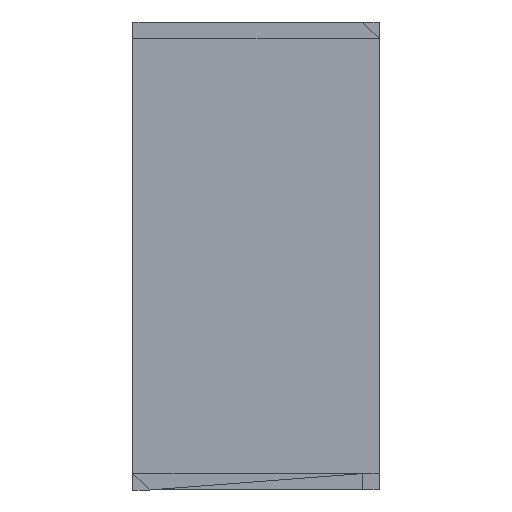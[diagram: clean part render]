
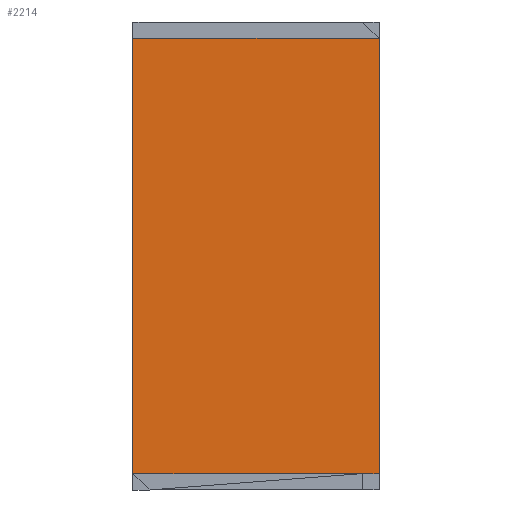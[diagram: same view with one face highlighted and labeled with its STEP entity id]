
A CAD part, front view. The second image highlights one B-rep face of the part: STEP entity #2214.
In plain terms, the highlighted free-form (B-spline) face has degree [3, 3] with [4, 4] control points.
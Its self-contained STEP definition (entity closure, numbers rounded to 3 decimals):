
#108=FACE_OUTER_BOUND('',#300,.T.);
#300=EDGE_LOOP('',(#1563,#1564,#1565,#1566,#1567,#1568,#1569));
#442=B_SPLINE_CURVE_WITH_KNOTS('',1,(#2736,#2737),.UNSPECIFIED.,.F.,.F.,
(2,2),(0.,1.),.UNSPECIFIED.);
#534=B_SPLINE_CURVE_WITH_KNOTS('',1,(#3624,#3625),.UNSPECIFIED.,.F.,.F.,
(2,2),(0.,1.),.UNSPECIFIED.);
#575=B_SPLINE_CURVE_WITH_KNOTS('',1,(#4076,#4077),.UNSPECIFIED.,.F.,.F.,
(2,2),(0.,1.),.UNSPECIFIED.);
#577=B_SPLINE_CURVE_WITH_KNOTS('',1,(#4097,#4098),.UNSPECIFIED.,.F.,.F.,
(2,2),(0.,1.),.UNSPECIFIED.);
#580=B_SPLINE_CURVE_WITH_KNOTS('',1,(#4121,#4122),.UNSPECIFIED.,.F.,.F.,
(2,2),(0.,1.),.UNSPECIFIED.);
#587=B_SPLINE_CURVE_WITH_KNOTS('',1,(#4247,#4248),.UNSPECIFIED.,.F.,.F.,
(2,2),(0.,1.),.UNSPECIFIED.);
#588=B_SPLINE_CURVE_WITH_KNOTS('',1,(#4265,#4266),.UNSPECIFIED.,.F.,.F.,
(2,2),(0.,1.),.UNSPECIFIED.);
#771=VERTEX_POINT('',#2734);
#772=VERTEX_POINT('',#2735);
#820=VERTEX_POINT('',#3621);
#837=VERTEX_POINT('',#4070);
#838=VERTEX_POINT('',#4073);
#839=VERTEX_POINT('',#4094);
#841=VERTEX_POINT('',#4118);
#940=EDGE_CURVE('',#771,#772,#442,.T.);
#1032=EDGE_CURVE('',#772,#820,#534,.T.);
#1073=EDGE_CURVE('',#838,#837,#575,.T.);
#1075=EDGE_CURVE('',#838,#839,#577,.T.);
#1078=EDGE_CURVE('',#839,#841,#580,.T.);
#1085=EDGE_CURVE('',#841,#771,#587,.T.);
#1086=EDGE_CURVE('',#820,#837,#588,.T.);
#1563=ORIENTED_EDGE('',*,*,#1032,.T.);
#1564=ORIENTED_EDGE('',*,*,#1086,.T.);
#1565=ORIENTED_EDGE('',*,*,#1073,.F.);
#1566=ORIENTED_EDGE('',*,*,#1075,.T.);
#1567=ORIENTED_EDGE('',*,*,#1078,.T.);
#1568=ORIENTED_EDGE('',*,*,#1085,.T.);
#1569=ORIENTED_EDGE('',*,*,#940,.T.);
#2022=B_SPLINE_SURFACE_WITH_KNOTS('',3,3,((#4249,#4250,#4251,#4252),(#4253,
#4254,#4255,#4256),(#4257,#4258,#4259,#4260),(#4261,#4262,#4263,#4264)),
 .UNSPECIFIED.,.F.,.F.,.F.,(4,4),(4,4),(0.,1.),(0.,1.),.UNSPECIFIED.);
#2214=ADVANCED_FACE('',(#108),#2022,.T.);
#2734=CARTESIAN_POINT('',(165.1,-72.39,-336.55));
#2735=CARTESIAN_POINT('',(190.5,-72.39,-336.55));
#2736=CARTESIAN_POINT('Ctrl Pts',(165.1,-72.39,-336.55));
#2737=CARTESIAN_POINT('Ctrl Pts',(190.5,-72.39,-336.55));
#3621=CARTESIAN_POINT('',(190.5,-72.39,336.55));
#3624=CARTESIAN_POINT('Ctrl Pts',(190.5,-72.39,-336.55));
#3625=CARTESIAN_POINT('Ctrl Pts',(190.5,-72.39,336.55));
#4070=CARTESIAN_POINT('',(-190.5,-72.39,336.55));
#4073=CARTESIAN_POINT('',(-190.5,-72.39,234.096));
#4076=CARTESIAN_POINT('Ctrl Pts',(-190.5,-72.39,234.096));
#4077=CARTESIAN_POINT('Ctrl Pts',(-190.5,-72.39,336.55));
#4094=CARTESIAN_POINT('',(-190.5,-72.39,183.704));
#4097=CARTESIAN_POINT('Ctrl Pts',(-190.5,-72.39,234.096));
#4098=CARTESIAN_POINT('Ctrl Pts',(-190.5,-72.39,183.704));
#4118=CARTESIAN_POINT('',(-190.5,-72.39,-336.55));
#4121=CARTESIAN_POINT('Ctrl Pts',(-190.5,-72.39,183.704));
#4122=CARTESIAN_POINT('Ctrl Pts',(-190.5,-72.39,-336.55));
#4247=CARTESIAN_POINT('Ctrl Pts',(-190.5,-72.39,-336.55));
#4248=CARTESIAN_POINT('Ctrl Pts',(165.1,-72.39,-336.55));
#4249=CARTESIAN_POINT('Ctrl Pts',(-842.965,-72.39,823.729));
#4250=CARTESIAN_POINT('Ctrl Pts',(-301.55,-72.39,823.729));
#4251=CARTESIAN_POINT('Ctrl Pts',(239.865,-72.39,823.729));
#4252=CARTESIAN_POINT('Ctrl Pts',(781.279,-72.39,823.729));
#4253=CARTESIAN_POINT('Ctrl Pts',(-842.965,-72.39,282.314));
#4254=CARTESIAN_POINT('Ctrl Pts',(-301.55,-72.39,282.314));
#4255=CARTESIAN_POINT('Ctrl Pts',(239.865,-72.39,282.314));
#4256=CARTESIAN_POINT('Ctrl Pts',(781.279,-72.39,282.314));
#4257=CARTESIAN_POINT('Ctrl Pts',(-842.965,-72.39,-259.1));
#4258=CARTESIAN_POINT('Ctrl Pts',(-301.55,-72.39,-259.1));
#4259=CARTESIAN_POINT('Ctrl Pts',(239.865,-72.39,-259.1));
#4260=CARTESIAN_POINT('Ctrl Pts',(781.279,-72.39,-259.1));
#4261=CARTESIAN_POINT('Ctrl Pts',(-842.965,-72.39,-800.515));
#4262=CARTESIAN_POINT('Ctrl Pts',(-301.55,-72.39,-800.515));
#4263=CARTESIAN_POINT('Ctrl Pts',(239.865,-72.39,-800.515));
#4264=CARTESIAN_POINT('Ctrl Pts',(781.279,-72.39,-800.515));
#4265=CARTESIAN_POINT('Ctrl Pts',(190.5,-72.39,336.55));
#4266=CARTESIAN_POINT('Ctrl Pts',(-190.5,-72.39,336.55));
